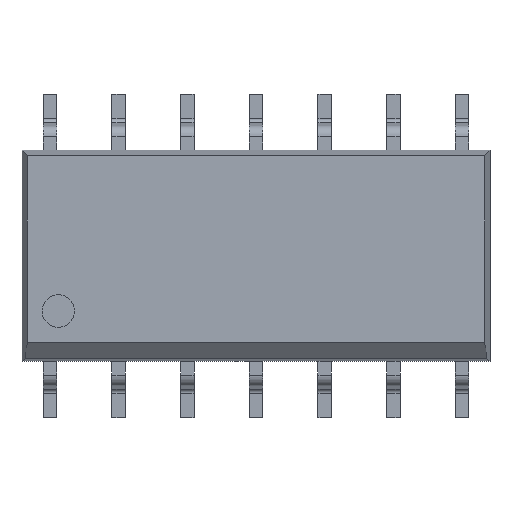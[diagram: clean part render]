
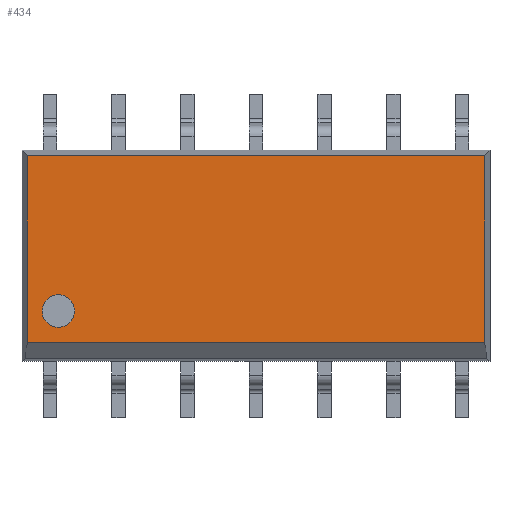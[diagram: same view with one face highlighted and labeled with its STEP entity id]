
A CAD part, top view. The second image highlights one B-rep face of the part: STEP entity #434.
In plain terms, the highlighted planar face has unit normal (0, 0, 1).
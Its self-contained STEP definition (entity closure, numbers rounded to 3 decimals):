
#12=FACE_BOUND('',#919,.T.);
#434=ADVANCED_FACE('',(#676,#12),#4022,.T.);
#676=FACE_OUTER_BOUND('',#918,.T.);
#918=EDGE_LOOP('',(#2092,#2093,#2094,#2095));
#919=EDGE_LOOP('',(#2096,#2097));
#2092=ORIENTED_EDGE('',*,*,#2756,.T.);
#2093=ORIENTED_EDGE('',*,*,#2765,.T.);
#2094=ORIENTED_EDGE('',*,*,#2747,.T.);
#2095=ORIENTED_EDGE('',*,*,#2764,.F.);
#2096=ORIENTED_EDGE('',*,*,#2770,.T.);
#2097=ORIENTED_EDGE('',*,*,#2774,.T.);
#2747=EDGE_CURVE('',#3782,#3781,#3367,.T.);
#2756=EDGE_CURVE('',#3786,#3787,#3376,.T.);
#2764=EDGE_CURVE('',#3786,#3781,#3384,.T.);
#2765=EDGE_CURVE('',#3787,#3782,#3385,.T.);
#2770=EDGE_CURVE('',#3792,#3793,#2969,.T.);
#2774=EDGE_CURVE('',#3793,#3792,#2973,.T.);
#2969=(
BOUNDED_CURVE()
B_SPLINE_CURVE(2,(#6574,#6575,#6576,#6577,#6578),.UNSPECIFIED.,.F.,.F.)
B_SPLINE_CURVE_WITH_KNOTS((3,2,3),(-1.885,-1.414,
-0.942),.UNSPECIFIED.)
CURVE()
GEOMETRIC_REPRESENTATION_ITEM()
RATIONAL_B_SPLINE_CURVE((1.,0.707,1.,0.707,1.))
REPRESENTATION_ITEM('')
);
#2973=(
BOUNDED_CURVE()
B_SPLINE_CURVE(2,(#6588,#6589,#6590,#6591,#6592),.UNSPECIFIED.,.F.,.F.)
B_SPLINE_CURVE_WITH_KNOTS((3,2,3),(-0.942,-0.471,
0.),.UNSPECIFIED.)
CURVE()
GEOMETRIC_REPRESENTATION_ITEM()
RATIONAL_B_SPLINE_CURVE((1.,0.707,1.,0.707,1.))
REPRESENTATION_ITEM('')
);
#3367=B_SPLINE_CURVE_WITH_KNOTS('',1,(#6507,#6508),.UNSPECIFIED.,.F.,.F.,
(2,2),(-4.022,-0.57),.UNSPECIFIED.);
#3376=B_SPLINE_CURVE_WITH_KNOTS('',1,(#6535,#6536),.UNSPECIFIED.,.F.,.F.,
(2,2),(0.57,4.022),.UNSPECIFIED.);
#3384=B_SPLINE_CURVE_WITH_KNOTS('',1,(#6559,#6560),.UNSPECIFIED.,.F.,.F.,
(2,2),(0.099,8.551),.UNSPECIFIED.);
#3385=B_SPLINE_CURVE_WITH_KNOTS('',1,(#6561,#6562),.UNSPECIFIED.,.F.,.F.,
(2,2),(0.099,8.551),.UNSPECIFIED.);
#3781=VERTEX_POINT('',#6473);
#3782=VERTEX_POINT('',#6474);
#3786=VERTEX_POINT('',#6478);
#3787=VERTEX_POINT('',#6479);
#3792=VERTEX_POINT('',#6484);
#3793=VERTEX_POINT('',#6485);
#4022=PLANE('',#4282);
#4282=AXIS2_PLACEMENT_3D('',#6448,#4528,$);
#4528=DIRECTION('',(0.,0.,1.));
#6448=CARTESIAN_POINT('',(-4.325,1.851,1.35));
#6473=CARTESIAN_POINT('',(4.226,1.851,1.35));
#6474=CARTESIAN_POINT('',(4.226,-1.601,1.35));
#6478=CARTESIAN_POINT('',(-4.226,1.851,1.35));
#6479=CARTESIAN_POINT('',(-4.226,-1.601,1.35));
#6484=CARTESIAN_POINT('',(-3.354,-1.019,1.35));
#6485=CARTESIAN_POINT('',(-3.954,-1.019,1.35));
#6507=CARTESIAN_POINT('',(4.226,-1.601,1.35));
#6508=CARTESIAN_POINT('',(4.226,1.851,1.35));
#6535=CARTESIAN_POINT('',(-4.226,1.851,1.35));
#6536=CARTESIAN_POINT('',(-4.226,-1.601,1.35));
#6559=CARTESIAN_POINT('',(-4.226,1.851,1.35));
#6560=CARTESIAN_POINT('',(4.226,1.851,1.35));
#6561=CARTESIAN_POINT('',(-4.226,-1.601,1.35));
#6562=CARTESIAN_POINT('',(4.226,-1.601,1.35));
#6574=CARTESIAN_POINT('',(-3.354,-1.019,1.35));
#6575=CARTESIAN_POINT('',(-3.354,-1.319,1.35));
#6576=CARTESIAN_POINT('',(-3.654,-1.319,1.35));
#6577=CARTESIAN_POINT('',(-3.954,-1.319,1.35));
#6578=CARTESIAN_POINT('',(-3.954,-1.019,1.35));
#6588=CARTESIAN_POINT('',(-3.954,-1.019,1.35));
#6589=CARTESIAN_POINT('',(-3.954,-0.719,1.35));
#6590=CARTESIAN_POINT('',(-3.654,-0.719,1.35));
#6591=CARTESIAN_POINT('',(-3.354,-0.719,1.35));
#6592=CARTESIAN_POINT('',(-3.354,-1.019,1.35));
